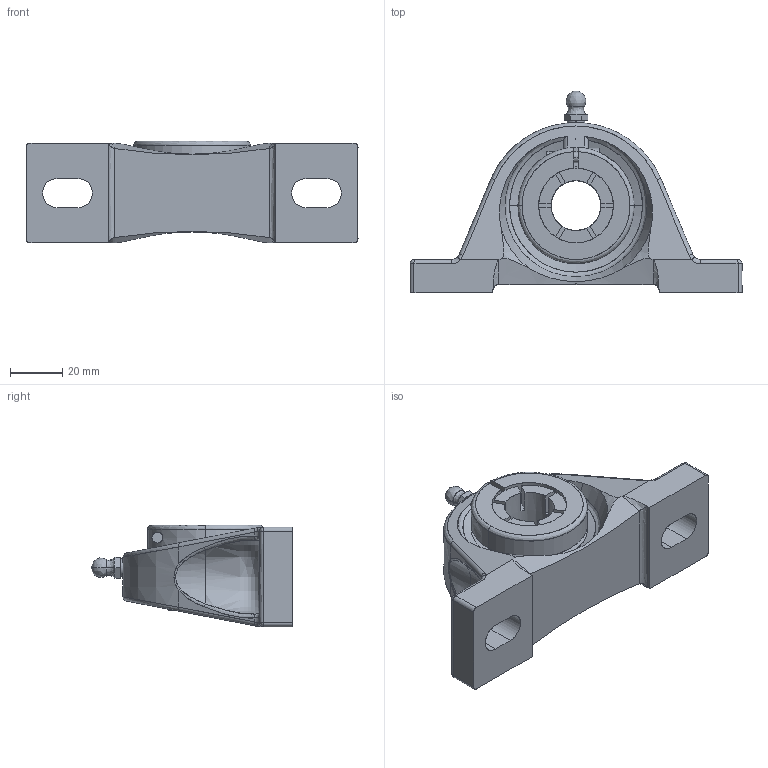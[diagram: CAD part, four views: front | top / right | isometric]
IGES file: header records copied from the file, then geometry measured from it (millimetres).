
Start section: SolidWorks IGES file using analytic representation for surfaces
Global section: file name: NPDEFAU02092148127055.igs; native system: SolidWorks 2011; preprocessor: SolidWorks 2011; author: partstream; date: 110209.214811; units: inch
Bounding box: 127 x 77.17 x 38.89 mm (x, y, z)
Surface area: 28726.4 mm2 (no closed solid volume)
Topology: 0 solids, 0 shells, 229 faces, 3183 edges, 3173 vertices
Faces by surface type: bspline 152, revolution 77
